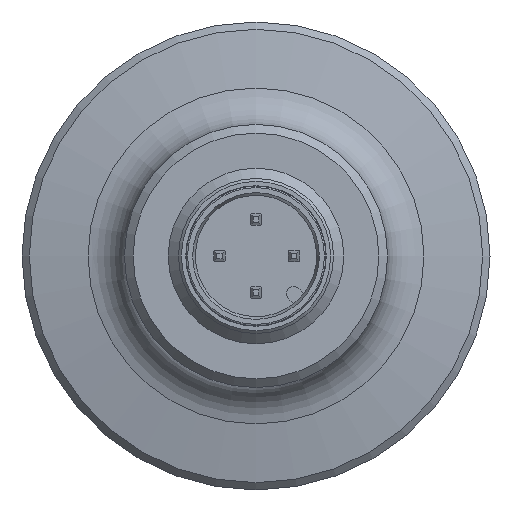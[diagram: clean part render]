
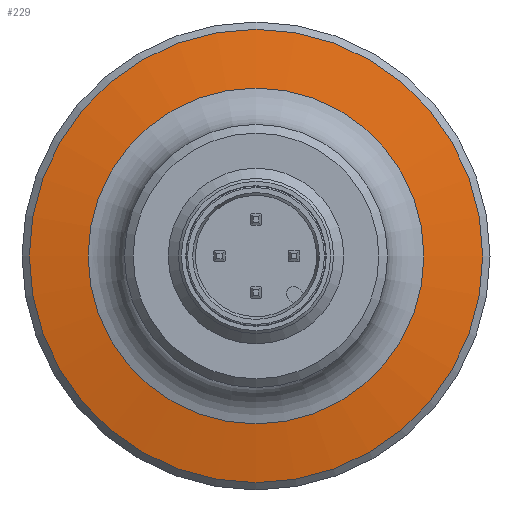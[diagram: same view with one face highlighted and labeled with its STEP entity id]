
A CAD part, front view. The second image highlights one B-rep face of the part: STEP entity #229.
In plain terms, the highlighted conical face has half-angle 80 degrees and reference radius 15.5 mm.
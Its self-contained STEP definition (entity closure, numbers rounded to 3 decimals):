
#229 = ADVANCED_FACE( '', ( #569, #570 ), #571, .T. );
#569 = FACE_BOUND( '', #1033, .T. );
#570 = FACE_OUTER_BOUND( '', #1034, .T. );
#571 = CONICAL_SURFACE( '', #1035, 15.5, 1.396 );
#1033 = EDGE_LOOP( '', ( #1649 ) );
#1034 = EDGE_LOOP( '', ( #1650 ) );
#1035 = AXIS2_PLACEMENT_3D( '', #1651, #1652, #1653 );
#1649 = ORIENTED_EDGE( '', *, *, #2509, .F. );
#1650 = ORIENTED_EDGE( '', *, *, #2510, .T. );
#1651 = CARTESIAN_POINT( '', ( 0., -90.7, 0. ) );
#1652 = DIRECTION( '', ( 0., 1., 0. ) );
#1653 = DIRECTION( '', ( 1., 0., 0. ) );
#2509 = EDGE_CURVE( '', #2993, #2993, #2994, .T. );
#2510 = EDGE_CURVE( '', #2995, #2995, #2996, .F. );
#2993 = VERTEX_POINT( '', #3709 );
#2994 = CIRCLE( '', #3710, 11.479 );
#2995 = VERTEX_POINT( '', #3711 );
#2996 = CIRCLE( '', #3712, 15.5 );
#3709 = CARTESIAN_POINT( '', ( -11.479, -91.409, 0. ) );
#3710 = AXIS2_PLACEMENT_3D( '', #4476, #4477, #4478 );
#3711 = CARTESIAN_POINT( '', ( 15.5, -90.7, 0. ) );
#3712 = AXIS2_PLACEMENT_3D( '', #4479, #4480, #4481 );
#4476 = CARTESIAN_POINT( '', ( 0., -91.409, 0. ) );
#4477 = DIRECTION( '', ( 0., -1., 0. ) );
#4478 = DIRECTION( '', ( -1., 0., 0. ) );
#4479 = CARTESIAN_POINT( '', ( 0., -90.7, 0. ) );
#4480 = DIRECTION( '', ( 0., 1., 0. ) );
#4481 = DIRECTION( '', ( 1., 0., 0. ) );
